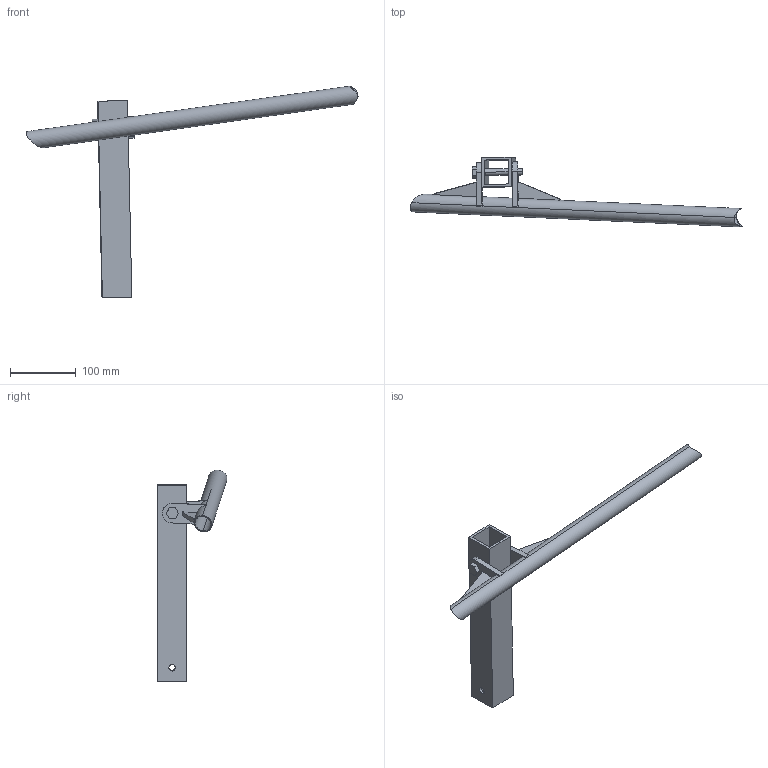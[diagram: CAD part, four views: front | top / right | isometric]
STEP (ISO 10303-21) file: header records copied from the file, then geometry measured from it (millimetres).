
FILE_DESCRIPTION(('CATIA V5 STEP Exchange'),'2;1');
FILE_NAME('EL_A2100-b (Accumulator Assy Version b).stp','2024-04-19T23:11:37+00:00',('none'),('none'),'CATIA Version 5 Release 19 SP 2 (IN-10)','CATIA V5 STEP AP203','none');
FILE_SCHEMA(('CONFIG_CONTROL_DESIGN'));
Length unit declared in the file: millimetre
Products named in the file (4): EL_A2100-b (Accumulator Assy Version b); FR_A0100 (Frame); FR_A0100; 28x1.5
Assembly tree (10 placements, depth 5):
  EL_A2100-b (Accumulator Assy Version b)
    FR_A0100 (Frame)
      FR_A0100
        28x1.5
          #82
    #1711
    #2303
    #2710
    #2918
    #3349
    #3557
Bounding box: 506.34 x 106.69 x 322.94 mm (x, y, z)
Volume: 298158.4 mm3; surface area: 199595.1 mm2
Topology: 7 solids, 7 shells, 75 faces, 187 edges, 138 vertices
Faces by surface type: plane 41, cylinder 26, extrusion 6, bspline 2
Entity records: 3834 total; most frequent: CARTESIAN_POINT 1851, ORIENTED_EDGE 370, DIRECTION 335, EDGE_CURVE 185, AXIS2_PLACEMENT_3D 128, VERTEX_POINT 124, VECTOR 123, LINE 117
